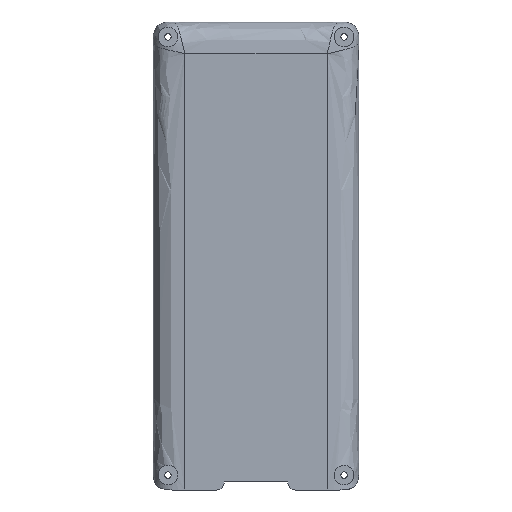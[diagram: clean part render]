
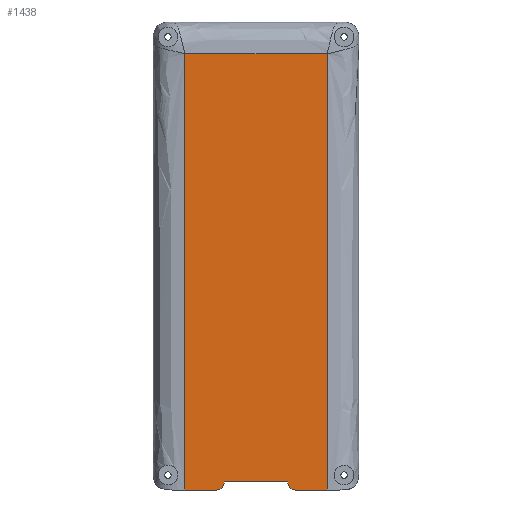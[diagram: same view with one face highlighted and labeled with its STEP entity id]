
A CAD part, front view. The second image highlights one B-rep face of the part: STEP entity #1438.
In plain terms, the highlighted planar face has unit normal (0, -1, 0).
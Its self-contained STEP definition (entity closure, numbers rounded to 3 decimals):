
#45 = CARTESIAN_POINT ( 'NONE',  ( 22.434, -13., -144.832 ) ) ;
#123 = CARTESIAN_POINT ( 'NONE',  ( 54.87, -13., -101.613 ) ) ;
#274 = ORIENTED_EDGE ( 'NONE', *, *, #1269, .T. ) ;
#333 = CARTESIAN_POINT ( 'NONE',  ( 19.934, -13., -144.918 ) ) ;
#391 = AXIS2_PLACEMENT_3D ( 'NONE', #333, #4131, #1002 ) ;
#432 = DIRECTION ( 'NONE',  ( 0., -1., 0. ) ) ;
#476 = CARTESIAN_POINT ( 'NONE',  ( 54.87, -13., -55.807 ) ) ;
#519 = CARTESIAN_POINT ( 'NONE',  ( 44.934, -13., -147.42 ) ) ;
#554 = VERTEX_POINT ( 'NONE', #2244 ) ;
#744 = CARTESIAN_POINT ( 'NONE',  ( 0., -13., 0. ) ) ;
#795 = VERTEX_POINT ( 'NONE', #3739 ) ;
#804 = DIRECTION ( 'NONE',  ( 0., 0., -1. ) ) ;
#921 = CARTESIAN_POINT ( 'NONE',  ( 10., -13., -55.807 ) ) ;
#1002 = DIRECTION ( 'NONE',  ( 0., 0., -1. ) ) ;
#1007 = CARTESIAN_POINT ( 'NONE',  ( 10., -13., -147.42 ) ) ;
#1117 = VECTOR ( 'NONE', #3090, 1000. ) ;
#1141 = CARTESIAN_POINT ( 'NONE',  ( 44.934, -13., -144.918 ) ) ;
#1235 = DIRECTION ( 'NONE',  ( -1., 0., 0. ) ) ;
#1239 = EDGE_CURVE ( 'NONE', #554, #2236, #1423, .T. ) ;
#1269 = EDGE_CURVE ( 'NONE', #554, #2540, #1966, .T. ) ;
#1280 = ORIENTED_EDGE ( 'NONE', *, *, #3197, .T. ) ;
#1362 = CARTESIAN_POINT ( 'NONE',  ( 19.934, -13., -147.42 ) ) ;
#1380 = FACE_OUTER_BOUND ( 'NONE', #3288, .T. ) ;
#1389 = ORIENTED_EDGE ( 'NONE', *, *, #3596, .F. ) ;
#1423 = LINE ( 'NONE', #2716, #1117 ) ;
#1438 = ADVANCED_FACE ( 'NONE', ( #1380 ), #3631, .T. ) ;
#1448 = AXIS2_PLACEMENT_3D ( 'NONE', #744, #432, #2341 ) ;
#1592 = VECTOR ( 'NONE', #1987, 1000. ) ;
#1649 = EDGE_CURVE ( 'NONE', #3690, #2501, #2209, .T. ) ;
#1718 = CIRCLE ( 'NONE', #2004, 2.502 ) ;
#1885 = CARTESIAN_POINT ( 'NONE',  ( 39.913, -13., -10. ) ) ;
#1966 = B_SPLINE_CURVE_WITH_KNOTS ( 'NONE', 3,
 ( #3006, #123, #476, #4012 ),
 .UNSPECIFIED., .F., .F.,
 ( 4, 4 ),
 ( 0., 0.972 ),
 .UNSPECIFIED. ) ;
#1987 = DIRECTION ( 'NONE',  ( -1., 0., 0. ) ) ;
#2004 = AXIS2_PLACEMENT_3D ( 'NONE', #1141, #3101, #804 ) ;
#2058 = CARTESIAN_POINT ( 'NONE',  ( 54.87, -13., -10. ) ) ;
#2203 = CARTESIAN_POINT ( 'NONE',  ( 10., -13., -10. ) ) ;
#2209 = CIRCLE ( 'NONE', #391, 2.502 ) ;
#2218 = CARTESIAN_POINT ( 'NONE',  ( 10., -13., -101.613 ) ) ;
#2236 = VERTEX_POINT ( 'NONE', #519 ) ;
#2240 = CARTESIAN_POINT ( 'NONE',  ( 0., -13., -147.42 ) ) ;
#2244 = CARTESIAN_POINT ( 'NONE',  ( 54.87, -13., -147.42 ) ) ;
#2259 = LINE ( 'NONE', #2240, #1592 ) ;
#2341 = DIRECTION ( 'NONE',  ( 0., 0., -1. ) ) ;
#2342 = B_SPLINE_CURVE_WITH_KNOTS ( 'NONE', 3,
 ( #3805, #921, #2218, #1007 ),
 .UNSPECIFIED., .F., .F.,
 ( 4, 4 ),
 ( 0.028, 1. ),
 .UNSPECIFIED. ) ;
#2497 = ORIENTED_EDGE ( 'NONE', *, *, #3421, .T. ) ;
#2501 = VERTEX_POINT ( 'NONE', #1362 ) ;
#2540 = VERTEX_POINT ( 'NONE', #2058 ) ;
#2606 = EDGE_CURVE ( 'NONE', #2236, #3264, #1718, .T. ) ;
#2700 = VERTEX_POINT ( 'NONE', #3080 ) ;
#2716 = CARTESIAN_POINT ( 'NONE',  ( 0., -13., -147.42 ) ) ;
#2844 = LINE ( 'NONE', #4115, #3397 ) ;
#2886 = B_SPLINE_CURVE_WITH_KNOTS ( 'NONE', 3,
 ( #3859, #1885, #4124, #2203 ),
 .UNSPECIFIED., .F., .F.,
 ( 4, 4 ),
 ( 0.075, 0.925 ),
 .UNSPECIFIED. ) ;
#3006 = CARTESIAN_POINT ( 'NONE',  ( 54.87, -13., -147.42 ) ) ;
#3080 = CARTESIAN_POINT ( 'NONE',  ( 10., -13., -10. ) ) ;
#3090 = DIRECTION ( 'NONE',  ( -1., 0., 0. ) ) ;
#3101 = DIRECTION ( 'NONE',  ( 0., 1., 0. ) ) ;
#3192 = ORIENTED_EDGE ( 'NONE', *, *, #2606, .F. ) ;
#3197 = EDGE_CURVE ( 'NONE', #2540, #2700, #2886, .T. ) ;
#3264 = VERTEX_POINT ( 'NONE', #3675 ) ;
#3288 = EDGE_LOOP ( 'NONE', ( #4015, #274, #1280, #2497, #1389, #3879, #3490, #3192 ) ) ;
#3397 = VECTOR ( 'NONE', #1235, 1000. ) ;
#3398 = EDGE_CURVE ( 'NONE', #3264, #3690, #2844, .T. ) ;
#3421 = EDGE_CURVE ( 'NONE', #2700, #795, #2342, .T. ) ;
#3490 = ORIENTED_EDGE ( 'NONE', *, *, #3398, .F. ) ;
#3596 = EDGE_CURVE ( 'NONE', #2501, #795, #2259, .T. ) ;
#3631 = PLANE ( 'NONE',  #1448 ) ;
#3675 = CARTESIAN_POINT ( 'NONE',  ( 42.434, -13., -144.832 ) ) ;
#3690 = VERTEX_POINT ( 'NONE', #45 ) ;
#3739 = CARTESIAN_POINT ( 'NONE',  ( 10., -13., -147.42 ) ) ;
#3805 = CARTESIAN_POINT ( 'NONE',  ( 10., -13., -10. ) ) ;
#3859 = CARTESIAN_POINT ( 'NONE',  ( 54.87, -13., -10. ) ) ;
#3879 = ORIENTED_EDGE ( 'NONE', *, *, #1649, .F. ) ;
#4012 = CARTESIAN_POINT ( 'NONE',  ( 54.87, -13., -10. ) ) ;
#4015 = ORIENTED_EDGE ( 'NONE', *, *, #1239, .F. ) ;
#4115 = CARTESIAN_POINT ( 'NONE',  ( 0., -13., -144.832 ) ) ;
#4124 = CARTESIAN_POINT ( 'NONE',  ( 24.957, -13., -10. ) ) ;
#4131 = DIRECTION ( 'NONE',  ( 0., 1., 0. ) ) ;
